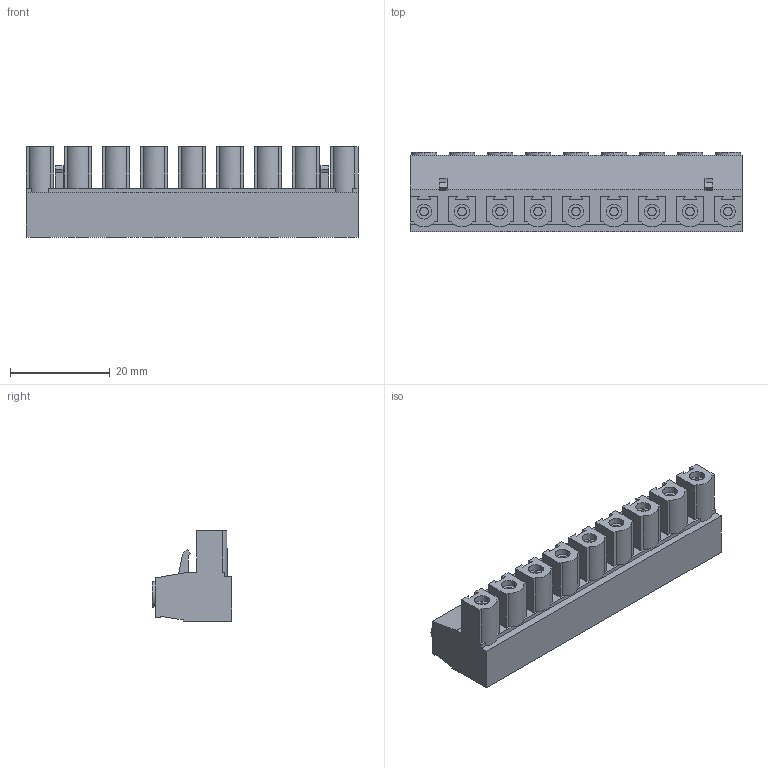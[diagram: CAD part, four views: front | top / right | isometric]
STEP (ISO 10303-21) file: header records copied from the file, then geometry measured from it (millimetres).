
FILE_DESCRIPTION (( 'STEP AP203' ), '1' );
FILE_NAME ('SOKETLI BASKILI DEVRE KLEMENSI - 7,62 MM DISI - 9 LI.STEP', '2018-09-19T13:35:33', ( 'user' ), ( '' ), 'SwSTEP 2.0', 'SolidWorks 2016', '' );
FILE_SCHEMA (( 'CONFIG_CONTROL_DESIGN' ));
Length unit declared in the file: millimetre
Products named in the file (1): SOKETLI BASKILI DEVRE KLEMENSI  - 7,62 MM DISI - 9 LI
Bounding box: 66.59 x 15.95 x 18.15 mm (x, y, z)
Volume: 10604.2 mm3; surface area: 7290.9 mm2
Topology: 1 solids, 1 shells, 369 faces, 919 edges, 608 vertices
Faces by surface type: plane 288, cylinder 81
Entity records: 11014 total; most frequent: CARTESIAN_POINT 1897, DIRECTION 1875, ORIENTED_EDGE 1838, EDGE_CURVE 919, LINE 703, VECTOR 703, VERTEX_POINT 608, AXIS2_PLACEMENT_3D 586
